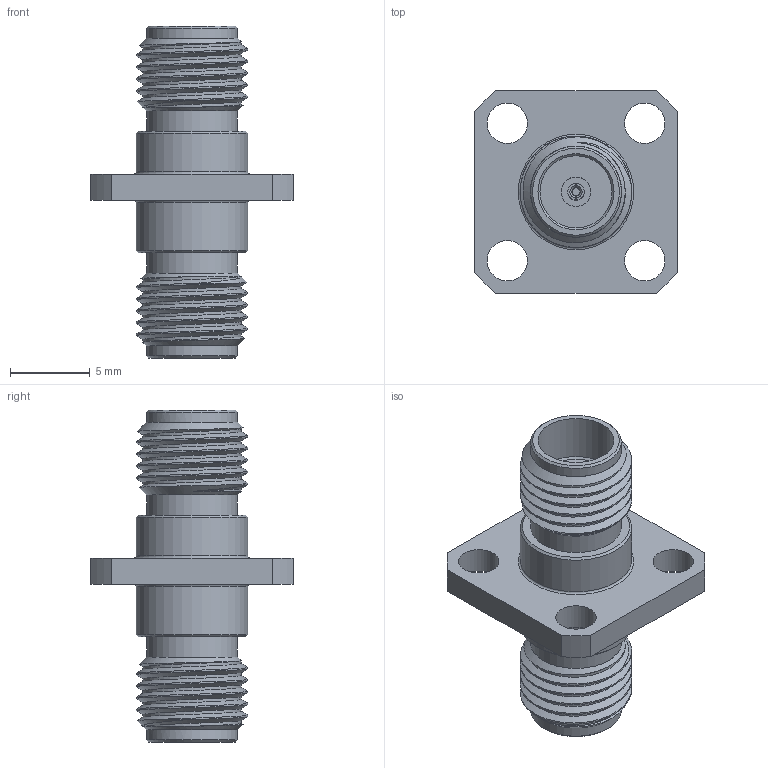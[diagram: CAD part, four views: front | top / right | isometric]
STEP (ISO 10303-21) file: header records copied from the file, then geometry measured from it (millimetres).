
FILE_DESCRIPTION (( 'STEP AP203' ), '1' );
FILE_NAME ('SM3928_3D.step', '2021-10-11T15:20:10', ( '' ), ( '' ), 'SwSTEP 2.0', 'SolidWorks 2021', '' );
FILE_SCHEMA (( 'CONFIG_CONTROL_DESIGN' ));
Length unit declared in the file: inch
Products named in the file (1): SM3928_3D
Bounding box: 12.7 x 12.7 x 20.85 mm (x, y, z)
Volume: 755.3 mm3; surface area: 1068.5 mm2
Topology: 1 solids, 1 shells, 82 faces, 193 edges, 127 vertices
Faces by surface type: plane 36, cylinder 24, cone 14, bspline 6, torus 2
Full cylindrical faces by diameter (mm): 0.508 x2, 1.042 x2, 1.85 x2, 2.54 x4, 4.78 x2, 5.715 x4, 7 x2
Entity records: 5873 total; most frequent: CARTESIAN_POINT 4091, DIRECTION 354, ORIENTED_EDGE 304, AXIS2_PLACEMENT_3D 153, EDGE_CURVE 152, EDGE_LOOP 134, VERTEX_POINT 116, FACE_OUTER_BOUND 102
